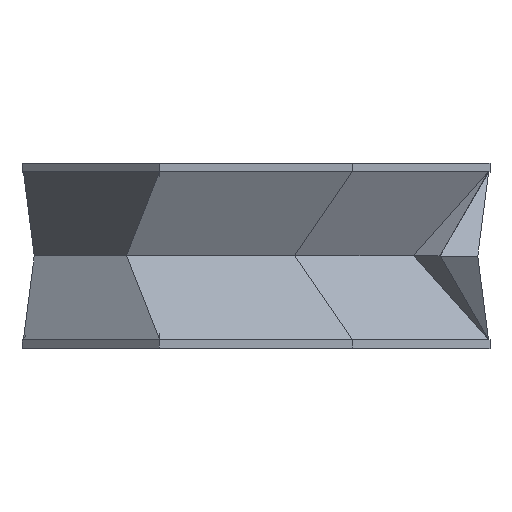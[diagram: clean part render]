
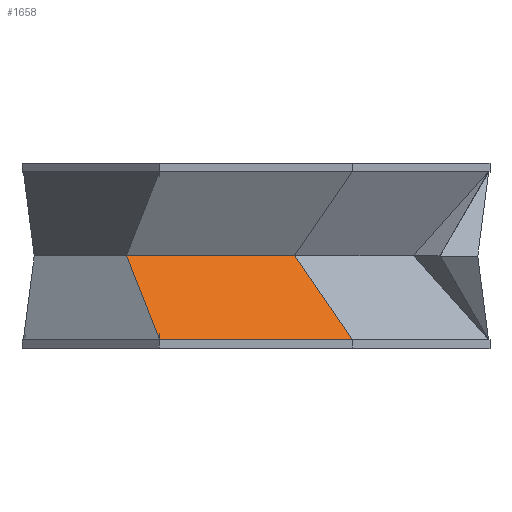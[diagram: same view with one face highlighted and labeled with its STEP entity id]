
A CAD part, top view. The second image highlights one B-rep face of the part: STEP entity #1658.
In plain terms, the highlighted planar face has unit normal (0, 0.5, 0.866).
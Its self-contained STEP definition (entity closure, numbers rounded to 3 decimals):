
#106=FACE_OUTER_BOUND('',#210,.T.);
#210=EDGE_LOOP('',(#1426,#1427,#1428,#1429));
#249=LINE('',#2276,#473);
#405=LINE('',#2591,#629);
#436=LINE('',#2650,#660);
#437=LINE('',#2651,#661);
#473=VECTOR('',#1840,10.);
#629=VECTOR('',#2120,10.);
#660=VECTOR('',#2185,10.);
#661=VECTOR('',#2186,10.);
#689=VERTEX_POINT('',#2273);
#690=VERTEX_POINT('',#2275);
#786=VERTEX_POINT('',#2588);
#787=VERTEX_POINT('',#2590);
#825=EDGE_CURVE('',#690,#689,#249,.T.);
#981=EDGE_CURVE('',#786,#787,#405,.T.);
#1012=EDGE_CURVE('',#786,#690,#436,.T.);
#1013=EDGE_CURVE('',#689,#787,#437,.T.);
#1426=ORIENTED_EDGE('',*,*,#1012,.T.);
#1427=ORIENTED_EDGE('',*,*,#825,.T.);
#1428=ORIENTED_EDGE('',*,*,#1013,.T.);
#1429=ORIENTED_EDGE('',*,*,#981,.F.);
#1558=PLANE('',#1781);
#1658=ADVANCED_FACE('',(#106),#1558,.F.);
#1781=AXIS2_PLACEMENT_3D('',#2649,#2183,#2184);
#1840=DIRECTION('',(1.,0.,0.));
#2120=DIRECTION('',(1.,0.,0.));
#2183=DIRECTION('center_axis',(0.,-0.5,-0.866));
#2184=DIRECTION('ref_axis',(-1.,0.,0.));
#2185=DIRECTION('',(0.324,-0.819,0.473));
#2186=DIRECTION('',(-0.512,0.744,-0.43));
#2273=CARTESIAN_POINT('',(13.749,0.,33.192));
#2275=CARTESIAN_POINT('',(-13.749,0.,33.192));
#2276=CARTESIAN_POINT('',(-13.749,0.,33.192));
#2588=CARTESIAN_POINT('',(-18.488,12.,26.264));
#2590=CARTESIAN_POINT('',(5.499,12.,26.264));
#2591=CARTESIAN_POINT('',(-1.826,12.,26.264));
#2649=CARTESIAN_POINT('Origin',(-3.652,6.,29.728));
#2650=CARTESIAN_POINT('',(-16.624,7.28,28.989));
#2651=CARTESIAN_POINT('',(6.585,10.419,27.176));
